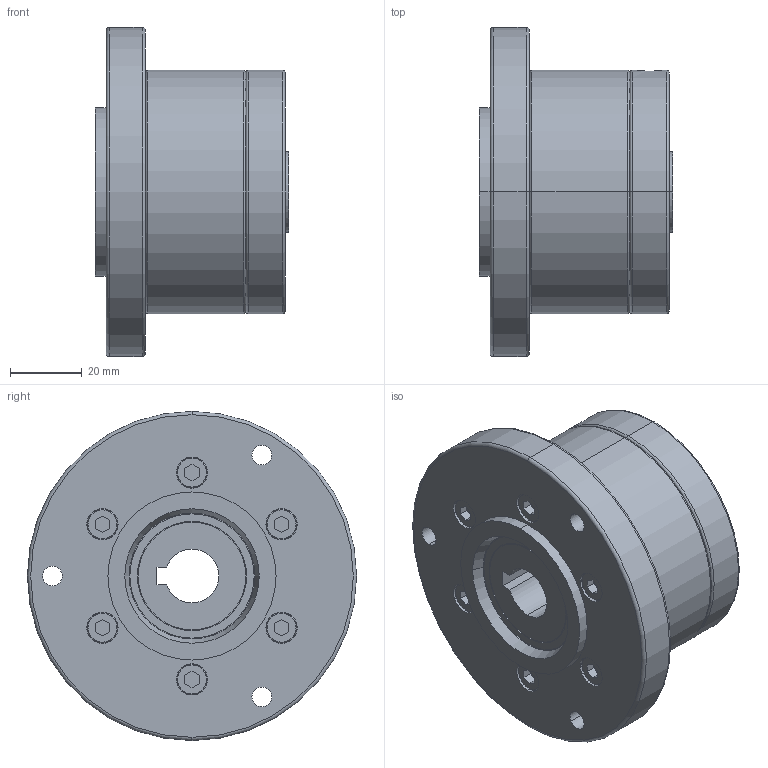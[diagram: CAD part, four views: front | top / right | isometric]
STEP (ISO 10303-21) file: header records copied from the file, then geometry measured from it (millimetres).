
FILE_DESCRIPTION(('STEP AP214'),'1');
FILE_NAME('gl_15_f4-d2.stp','2019-09-14T11:29:01',('TraceParts'),('TraceParts S.A.'),'Spatial InterOp 3D',' ',' ');
FILE_SCHEMA(('AUTOMOTIVE_DESIGN { 1 0 10303 214 1 1 1 1 }'));
Length unit declared in the file: millimetre
Products named in the file (1): gl_15_f4-d2
Bounding box: 54 x 92 x 92 mm (x, y, z)
Volume: 205146.8 mm3; surface area: 32576.6 mm2
Topology: 1 solids, 1 shells, 256 faces, 628 edges, 422 vertices
Faces by surface type: plane 129, cylinder 89, torus 36, cone 2
Entity records: 7781 total; most frequent: DIRECTION 1436, CARTESIAN_POINT 1374, ORIENTED_EDGE 1256, EDGE_CURVE 628, AXIS2_PLACEMENT_3D 554, VERTEX_POINT 422, LINE 328, VECTOR 328
